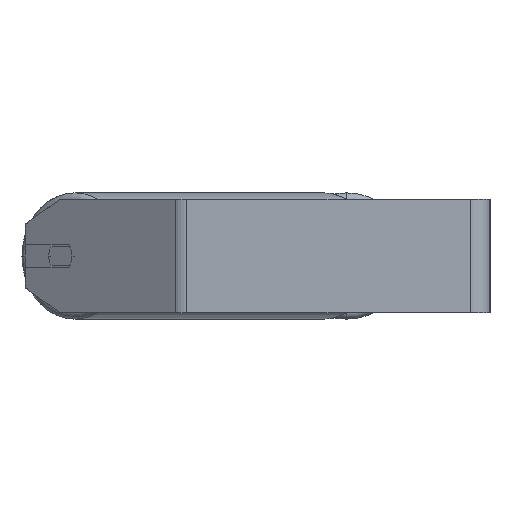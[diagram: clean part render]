
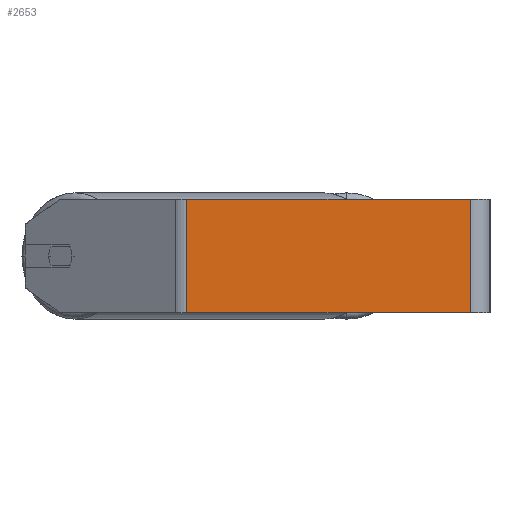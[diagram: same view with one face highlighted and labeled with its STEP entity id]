
A CAD part, left-side view. The second image highlights one B-rep face of the part: STEP entity #2653.
In plain terms, the highlighted planar face has unit normal (-1, 0, 0).
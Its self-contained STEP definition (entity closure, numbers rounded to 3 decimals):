
#177 = CARTESIAN_POINT ( 'NONE',  ( -525., 14., -40. ) ) ;
#372 = ORIENTED_EDGE ( 'NONE', *, *, #730, .F. ) ;
#397 = CARTESIAN_POINT ( 'NONE',  ( -525., 14., 40. ) ) ;
#666 = VERTEX_POINT ( 'NONE', #177 ) ;
#730 = EDGE_CURVE ( 'NONE', #911, #833, #1628, .T. ) ;
#833 = VERTEX_POINT ( 'NONE', #397 ) ;
#849 = ORIENTED_EDGE ( 'NONE', *, *, #1204, .T. ) ;
#907 = ORIENTED_EDGE ( 'NONE', *, *, #3946, .T. ) ;
#911 = VERTEX_POINT ( 'NONE', #1766 ) ;
#945 = DIRECTION ( 'NONE',  ( 1., 0., 0. ) ) ;
#1204 = EDGE_CURVE ( 'NONE', #911, #5518, #7018, .T. ) ;
#1267 = LINE ( 'NONE', #6889, #3158 ) ;
#1628 = LINE ( 'NONE', #6367, #7919 ) ;
#1766 = CARTESIAN_POINT ( 'NONE',  ( -525., 213.509, 40. ) ) ;
#2156 = DIRECTION ( 'NONE',  ( 0., -1., 0. ) ) ;
#2536 = ORIENTED_EDGE ( 'NONE', *, *, #7262, .F. ) ;
#2653 = ADVANCED_FACE ( 'NONE', ( #2948 ), #8391, .F. ) ;
#2948 = FACE_OUTER_BOUND ( 'NONE', #3655, .T. ) ;
#3158 = VECTOR ( 'NONE', #2156, 1000. ) ;
#3449 = VECTOR ( 'NONE', #7528, 1000. ) ;
#3634 = CARTESIAN_POINT ( 'NONE',  ( -525., 14., 40. ) ) ;
#3655 = EDGE_LOOP ( 'NONE', ( #907, #2536, #372, #849 ) ) ;
#3946 = EDGE_CURVE ( 'NONE', #5518, #666, #1267, .T. ) ;
#4926 = DIRECTION ( 'NONE',  ( 0., 0., -1. ) ) ;
#5371 = CARTESIAN_POINT ( 'NONE',  ( -525., 213.509, -40. ) ) ;
#5518 = VERTEX_POINT ( 'NONE', #5371 ) ;
#5619 = CARTESIAN_POINT ( 'NONE',  ( -525., 213.509, 40. ) ) ;
#5664 = DIRECTION ( 'NONE',  ( 0., -1., 0. ) ) ;
#5750 = DIRECTION ( 'NONE',  ( 0., 0., -1. ) ) ;
#6367 = CARTESIAN_POINT ( 'NONE',  ( -525., 217.923, 40. ) ) ;
#6378 = VECTOR ( 'NONE', #5750, 1000. ) ;
#6889 = CARTESIAN_POINT ( 'NONE',  ( -525., 217.923, -40. ) ) ;
#6903 = LINE ( 'NONE', #3634, #3449 ) ;
#7018 = LINE ( 'NONE', #5619, #6378 ) ;
#7262 = EDGE_CURVE ( 'NONE', #833, #666, #6903, .T. ) ;
#7528 = DIRECTION ( 'NONE',  ( 0., 0., -1. ) ) ;
#7919 = VECTOR ( 'NONE', #5664, 1000. ) ;
#8219 = AXIS2_PLACEMENT_3D ( 'NONE', #8300, #945, #4926 ) ;
#8300 = CARTESIAN_POINT ( 'NONE',  ( -525., 217.923, 40. ) ) ;
#8391 = PLANE ( 'NONE',  #8219 ) ;
